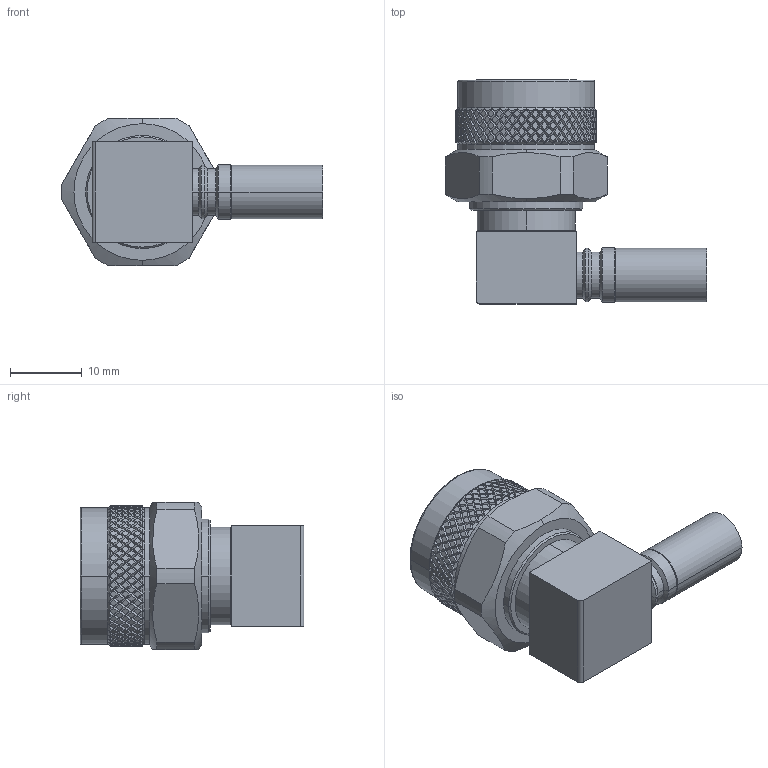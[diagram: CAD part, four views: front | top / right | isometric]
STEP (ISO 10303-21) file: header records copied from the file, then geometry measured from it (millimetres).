
FILE_DESCRIPTION (( 'STEP AP214' ), '1' );
FILE_NAME ('EZ-240-NMH-RA-X_FM_3D.step', '2023-09-25T21:40:01', ( '' ), ( '' ), 'SwSTEP 2.0', 'SolidWorks 2022', '' );
FILE_SCHEMA (( 'AUTOMOTIVE_DESIGN' ));
Length unit declared in the file: inch
Products named in the file (1): EZ-240-NMH-RA-X_FM_3D
Bounding box: 36.54 x 31.3 x 20.57 mm (x, y, z)
Volume: 7280.4 mm3; surface area: 4556.6 mm2
Topology: 2 solids, 2 shells, 1608 faces, 3535 edges, 1944 vertices
Faces by surface type: bspline 1155, cylinder 395, cone 29, plane 27, torus 2
Entity records: 57549 total; most frequent: CARTESIAN_POINT 35489, ORIENTED_EDGE 7070, EDGE_CURVE 3535, VERTEX_POINT 1944, EDGE_LOOP 1623, ADVANCED_FACE 1608, FACE_OUTER_BOUND 1608, DIRECTION 1539
